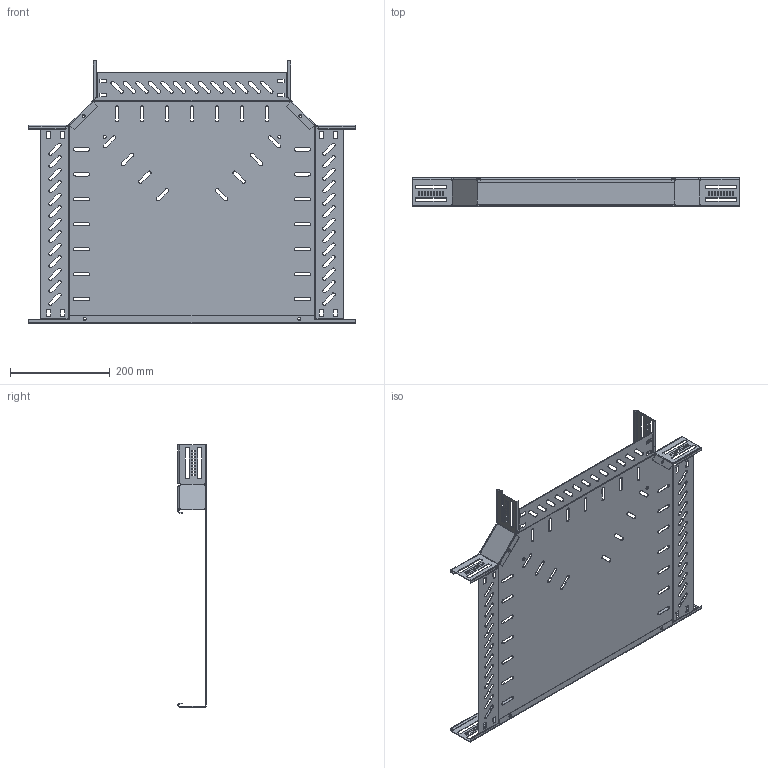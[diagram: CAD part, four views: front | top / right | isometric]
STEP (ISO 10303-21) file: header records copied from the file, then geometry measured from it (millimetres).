
FILE_DESCRIPTION (( 'STEP AP214' ), '1' );
FILE_NAME ('6038108.STEP', '2024-05-24T12:28:30', ( '' ), ( '' ), 'SwSTEP 2.0', 'SolidWorks 2022', '' );
FILE_SCHEMA (( 'AUTOMOTIVE_DESIGN' ));
Length unit declared in the file: millimetre
Products named in the file (4): 172072_400; 6038108; 172093_400; 167655_60x90°
Assembly tree (4 placements, depth 2):
  6038108
    172072_400
    167655_60x90°  x2
    172093_400
Bounding box: 654 x 57 x 524.99 mm (x, y, z)
Volume: 365688.9 mm3; surface area: 706452 mm2
Topology: 4 solids, 4 shells, 1004 faces, 2796 edges, 1800 vertices
Faces by surface type: plane 618, cylinder 370, bspline 16
Entity records: 27546 total; most frequent: CARTESIAN_POINT 5077, ORIENTED_EDGE 4616, DIRECTION 4502, EDGE_CURVE 2308, VECTOR 1628, LINE 1628, VERTEX_POINT 1496, AXIS2_PLACEMENT_3D 1437
